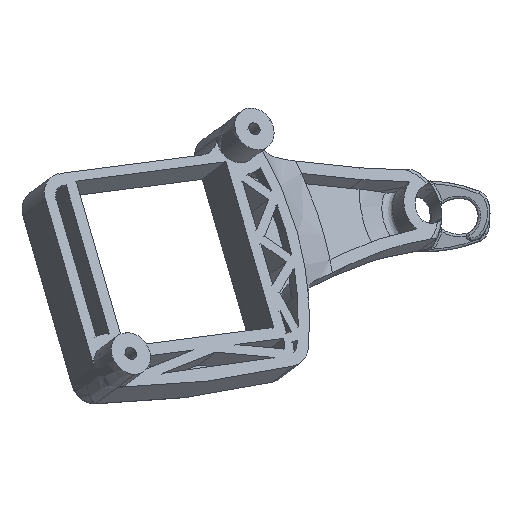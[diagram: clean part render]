
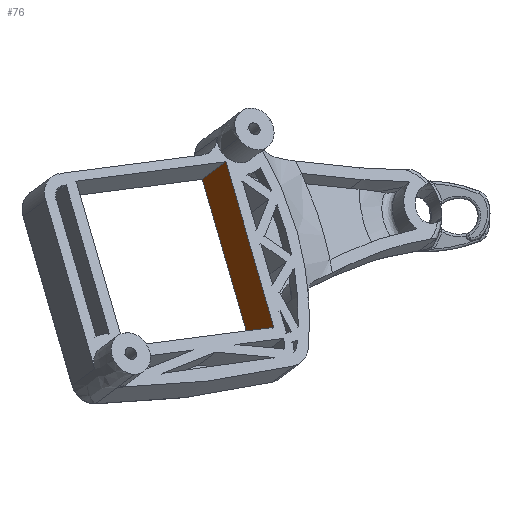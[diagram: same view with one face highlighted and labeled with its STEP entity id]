
A CAD part, left-side view. The second image highlights one B-rep face of the part: STEP entity #76.
In plain terms, the highlighted planar face has unit normal (-0.526, 0.843, -0.109).
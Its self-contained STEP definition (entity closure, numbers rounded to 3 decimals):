
#76=ADVANCED_FACE('',(#367),#4560,.T.);
#367=FACE_OUTER_BOUND('',#672,.T.);
#672=EDGE_LOOP('',(#1255,#1256,#1257,#1258));
#1255=ORIENTED_EDGE('',*,*,#2663,.T.);
#1256=ORIENTED_EDGE('',*,*,#2620,.F.);
#1257=ORIENTED_EDGE('',*,*,#2661,.F.);
#1258=ORIENTED_EDGE('',*,*,#2585,.T.);
#2585=EDGE_CURVE('',#4034,#4033,#3260,.T.);
#2620=EDGE_CURVE('',#4058,#4061,#3284,.T.);
#2661=EDGE_CURVE('',#4034,#4058,#3309,.T.);
#2663=EDGE_CURVE('',#4033,#4061,#3311,.T.);
#3260=B_SPLINE_CURVE_WITH_KNOTS('',1,(#14152,#14153),.UNSPECIFIED.,.F.,
 .F.,(2,2),(0.,14.),.UNSPECIFIED.);
#3284=B_SPLINE_CURVE_WITH_KNOTS('',1,(#14239,#14240),.UNSPECIFIED.,.F.,
 .F.,(2,2),(0.,14.),.UNSPECIFIED.);
#3309=B_SPLINE_CURVE_WITH_KNOTS('',1,(#14355,#14356),.UNSPECIFIED.,.F.,
 .F.,(2,2),(0.,4.),.UNSPECIFIED.);
#3311=B_SPLINE_CURVE_WITH_KNOTS('',1,(#14359,#14360),.UNSPECIFIED.,.F.,
 .F.,(2,2),(0.,4.),.UNSPECIFIED.);
#4033=VERTEX_POINT('',#13105);
#4034=VERTEX_POINT('',#13106);
#4058=VERTEX_POINT('',#13130);
#4061=VERTEX_POINT('',#13133);
#4560=PLANE('',#4648);
#4648=AXIS2_PLACEMENT_3D('',#5284,#4719,$);
#4719=DIRECTION('',(-0.526,0.843,-0.109));
#5284=CARTESIAN_POINT('',(3.943,15.875,-8.403));
#13105=CARTESIAN_POINT('',(-0.575,13.149,-7.681));
#13106=CARTESIAN_POINT('',(2.777,16.931,5.375));
#13130=CARTESIAN_POINT('',(-0.486,15.072,6.751));
#13133=CARTESIAN_POINT('',(-3.839,11.291,-6.305));
#14152=CARTESIAN_POINT('',(2.777,16.931,5.375));
#14153=CARTESIAN_POINT('',(-0.575,13.149,-7.681));
#14239=CARTESIAN_POINT('',(-0.486,15.072,6.751));
#14240=CARTESIAN_POINT('',(-3.839,11.291,-6.305));
#14355=CARTESIAN_POINT('',(2.777,16.931,5.375));
#14356=CARTESIAN_POINT('',(-0.486,15.072,6.751));
#14359=CARTESIAN_POINT('',(-0.575,13.149,-7.681));
#14360=CARTESIAN_POINT('',(-3.839,11.291,-6.305));
